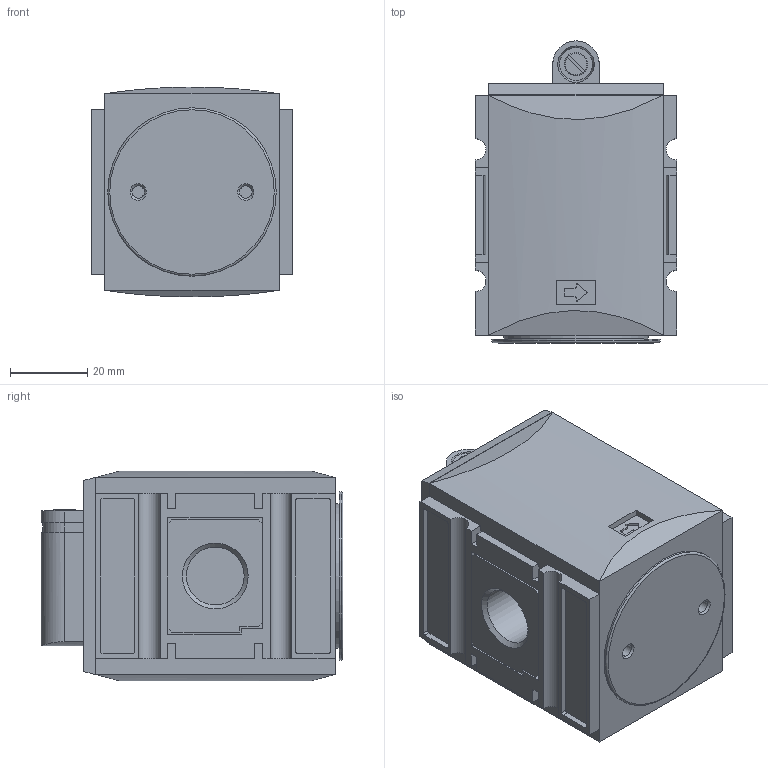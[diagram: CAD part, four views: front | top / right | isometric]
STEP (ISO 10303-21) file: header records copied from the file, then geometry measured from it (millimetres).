
FILE_DESCRIPTION(/* description */ ('STEP AP214'),/* implementation_level */ '2;1');
FILE_NAME(/* name */ '030112',/* time_stamp */ '2023-03-24T12:24:09+01:00',/* author */ ('License CC BY-ND 4.0'),/* organization */ ('CADENAS'),/* preprocessor_version */ 'ST-DEVELOPER v19.3',/* originating_system */ 'PARTsolutions',/* authorisation */ ' ');
FILE_SCHEMA (('AUTOMOTIVE_DESIGN {1 0 10303 214 3 1 1}'));
Length unit declared in the file: millimetre
Products named in the file (2): 030112; FU 932G 3/8000-1
Assembly tree (1 placements, depth 2):
  030112
    FU 932G 3/8000-1
Bounding box: 52 x 78 x 54.19 mm (x, y, z)
Volume: 169707.4 mm3; surface area: 24592.5 mm2
Topology: 1 solids, 1 shells, 234 faces, 601 edges, 395 vertices
Faces by surface type: plane 171, cylinder 51, cone 9, torus 3
Full cylindrical faces by diameter (mm): 3.2 x2, 8.5 x1, 14.95 x2, 37.2 x1, 43.5 x1
Entity records: 8606 total; most frequent: CARTESIAN_POINT 1240, DIRECTION 1161, ORIENTED_EDGE 1156, EDGE_CURVE 578, LINE 445, VECTOR 445, VERTEX_POINT 388, AXIS2_PLACEMENT_3D 358
